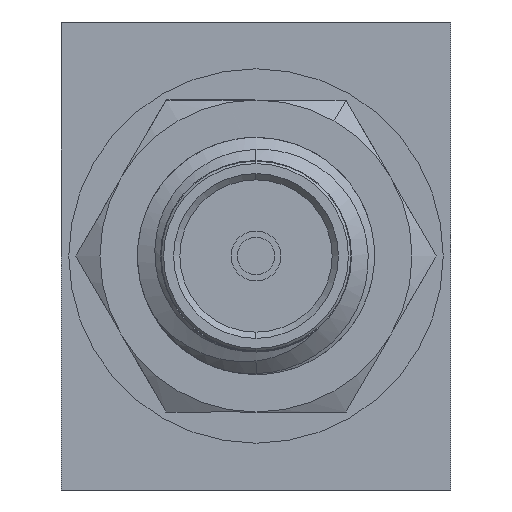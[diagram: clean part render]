
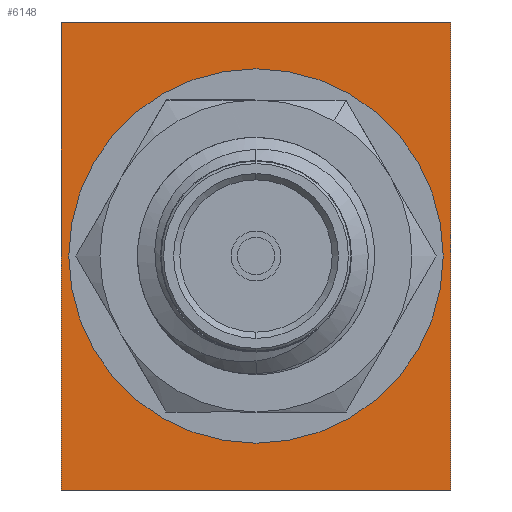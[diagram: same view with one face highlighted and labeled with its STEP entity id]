
A CAD part, left-side view. The second image highlights one B-rep face of the part: STEP entity #6148.
In plain terms, the highlighted planar face has unit normal (-1, 0, 0).
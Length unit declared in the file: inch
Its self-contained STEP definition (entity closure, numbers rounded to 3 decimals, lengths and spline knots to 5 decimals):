
#154 = CARTESIAN_POINT ( 'NONE',  ( 0.435, 0.156, -0.1875 ) ) ;
#226 = LINE ( 'NONE', #7543, #8130 ) ;
#469 = ORIENTED_EDGE ( 'NONE', *, *, #7179, .F. ) ;
#602 = EDGE_CURVE ( 'NONE', #1778, #6685, #7379, .T. ) ;
#769 = CARTESIAN_POINT ( 'NONE',  ( 0.435, 0., 0. ) ) ;
#1125 = AXIS2_PLACEMENT_3D ( 'NONE', #5591, #1536, #6244 ) ;
#1137 = CARTESIAN_POINT ( 'NONE',  ( 0.435, 0.156, 0.1875 ) ) ;
#1394 = LINE ( 'NONE', #3395, #5643 ) ;
#1536 = DIRECTION ( 'NONE',  ( -1., 0., 0. ) ) ;
#1591 = VECTOR ( 'NONE', #2926, 39.37008 ) ;
#1778 = VERTEX_POINT ( 'NONE', #3868 ) ;
#1976 = DIRECTION ( 'NONE',  ( 0., 0., 1. ) ) ;
#2069 = CARTESIAN_POINT ( 'NONE',  ( 0.435, 0., 0.096 ) ) ;
#2080 = DIRECTION ( 'NONE',  ( -1., 0., 0. ) ) ;
#2555 = VERTEX_POINT ( 'NONE', #7639 ) ;
#2666 = CARTESIAN_POINT ( 'NONE',  ( 0.435, 0., 0. ) ) ;
#2926 = DIRECTION ( 'NONE',  ( 0., 0., -1. ) ) ;
#3049 = VERTEX_POINT ( 'NONE', #1137 ) ;
#3083 = EDGE_CURVE ( 'NONE', #5158, #2555, #3619, .T. ) ;
#3269 = AXIS2_PLACEMENT_3D ( 'NONE', #2666, #5457, #4114 ) ;
#3345 = ORIENTED_EDGE ( 'NONE', *, *, #5113, .F. ) ;
#3395 = CARTESIAN_POINT ( 'NONE',  ( 0.435, -0.156, 0.1875 ) ) ;
#3515 = PLANE ( 'NONE',  #8419 ) ;
#3619 = LINE ( 'NONE', #4278, #1591 ) ;
#3859 = CARTESIAN_POINT ( 'NONE',  ( 0.435, 0.156, 0.1875 ) ) ;
#3868 = CARTESIAN_POINT ( 'NONE',  ( 0.435, 0., -0.096 ) ) ;
#3900 = LINE ( 'NONE', #3859, #6462 ) ;
#4114 = DIRECTION ( 'NONE',  ( 0., 0., 1. ) ) ;
#4278 = CARTESIAN_POINT ( 'NONE',  ( 0.435, -0.156, 0.1875 ) ) ;
#4644 = VERTEX_POINT ( 'NONE', #154 ) ;
#5113 = EDGE_CURVE ( 'NONE', #6685, #1778, #5503, .T. ) ;
#5158 = VERTEX_POINT ( 'NONE', #6629 ) ;
#5430 = DIRECTION ( 'NONE',  ( 0., 0., 1. ) ) ;
#5457 = DIRECTION ( 'NONE',  ( -1., 0., 0. ) ) ;
#5474 = FACE_OUTER_BOUND ( 'NONE', #6001, .T. ) ;
#5503 = CIRCLE ( 'NONE', #3269, 0.096 ) ;
#5524 = FACE_BOUND ( 'NONE', #8076, .T. ) ;
#5591 = CARTESIAN_POINT ( 'NONE',  ( 0.435, 0., 0. ) ) ;
#5595 = EDGE_CURVE ( 'NONE', #3049, #5158, #1394, .T. ) ;
#5627 = ORIENTED_EDGE ( 'NONE', *, *, #3083, .F. ) ;
#5643 = VECTOR ( 'NONE', #6060, 39.37008 ) ;
#5818 = ORIENTED_EDGE ( 'NONE', *, *, #5595, .F. ) ;
#6001 = EDGE_LOOP ( 'NONE', ( #6746, #5627, #5818, #469 ) ) ;
#6060 = DIRECTION ( 'NONE',  ( 0., -1., 0. ) ) ;
#6148 = ADVANCED_FACE ( 'NONE', ( #5474, #5524 ), #3515, .T. ) ;
#6244 = DIRECTION ( 'NONE',  ( 0., 0., 1. ) ) ;
#6462 = VECTOR ( 'NONE', #1976, 39.37008 ) ;
#6629 = CARTESIAN_POINT ( 'NONE',  ( 0.435, -0.156, 0.1875 ) ) ;
#6685 = VERTEX_POINT ( 'NONE', #2069 ) ;
#6746 = ORIENTED_EDGE ( 'NONE', *, *, #7842, .F. ) ;
#6937 = DIRECTION ( 'NONE',  ( 0., 1., 0. ) ) ;
#7179 = EDGE_CURVE ( 'NONE', #4644, #3049, #3900, .T. ) ;
#7379 = CIRCLE ( 'NONE', #1125, 0.096 ) ;
#7510 = ORIENTED_EDGE ( 'NONE', *, *, #602, .F. ) ;
#7543 = CARTESIAN_POINT ( 'NONE',  ( 0.435, -0.156, -0.1875 ) ) ;
#7639 = CARTESIAN_POINT ( 'NONE',  ( 0.435, -0.156, -0.1875 ) ) ;
#7842 = EDGE_CURVE ( 'NONE', #2555, #4644, #226, .T. ) ;
#8076 = EDGE_LOOP ( 'NONE', ( #7510, #3345 ) ) ;
#8130 = VECTOR ( 'NONE', #6937, 39.37008 ) ;
#8419 = AXIS2_PLACEMENT_3D ( 'NONE', #769, #2080, #5430 ) ;
